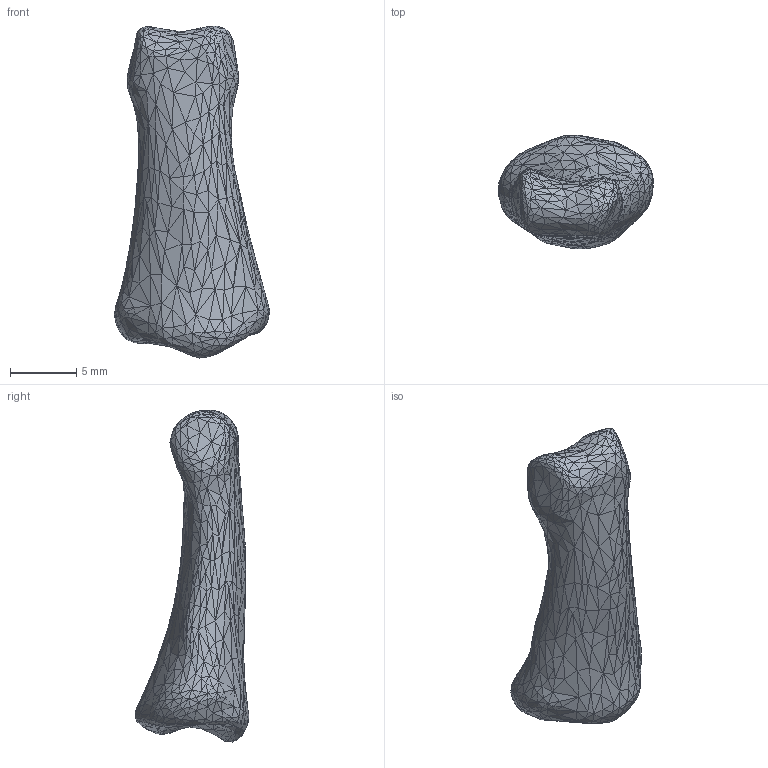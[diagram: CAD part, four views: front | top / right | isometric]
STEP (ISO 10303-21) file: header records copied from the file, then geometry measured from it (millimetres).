
FILE_DESCRIPTION(/* description */ (''),/* implementation_level */ '2;1');
FILE_NAME(/* name */ 'PINKYMP.step',/* time_stamp */ '2023-04-15T09:29:05-04:00',/* author */ (''),/* organization */ (''),/* preprocessor_version */ 'ST-DEVELOPER v19.2',/* originating_system */ 'Autodesk Translation Framework v12.4.0.73',/* authorisation */ '');
FILE_SCHEMA (('AUTOMOTIVE_DESIGN { 1 0 10303 214 3 1 1 }'));
Length unit declared in the file: millimetre
Products named in the file (1): PINKYMP
Bounding box: 11.7 x 8.59 x 25.02 mm (x, y, z)
Volume: 897.2 mm3; surface area: 628 mm2
Topology: 1 solids, 1 shells, 1564 faces, 2346 edges, 784 vertices
Faces by surface type: plane 1564
Entity records: 30543 total; most frequent: DIRECTION 5476, CARTESIAN_POINT 4695, ORIENTED_EDGE 4692, LINE 2346, VECTOR 2346, EDGE_CURVE 2346, AXIS2_PLACEMENT_3D 1565, FACE_OUTER_BOUND 1564
